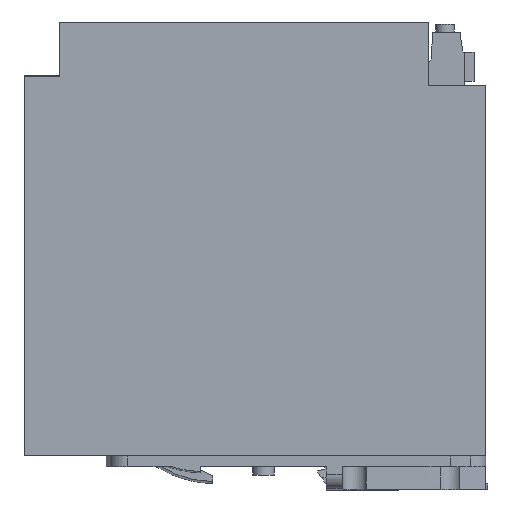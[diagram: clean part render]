
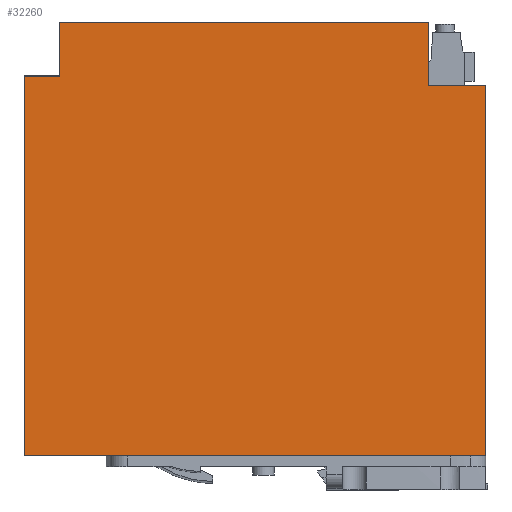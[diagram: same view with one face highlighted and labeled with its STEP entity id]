
A CAD part, left-side view. The second image highlights one B-rep face of the part: STEP entity #32260.
In plain terms, the highlighted face is planar.
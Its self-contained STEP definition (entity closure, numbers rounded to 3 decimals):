
#2130=CARTESIAN_POINT('',(-22.701,110.,32.901));
#2140=VERTEX_POINT('',#2130);
#2190=CARTESIAN_POINT('',(-22.701,0.,32.901));
#2200=DIRECTION('',(0.,-1.,0.));
#2210=VECTOR('',#2200,1.);
#2220=LINE('',#2190,#2210);
#2230=CARTESIAN_POINT('',(-22.701,3.1,
32.901));
#2240=VERTEX_POINT('',#2230);
#2250=EDGE_CURVE('',#2140,#2240,#2220,.T.);
#31300=CARTESIAN_POINT('',(91.299,107.4,
32.901));
#31310=VERTEX_POINT('',#31300);
#31340=CARTESIAN_POINT('',(91.299,0.,32.901));
#31350=DIRECTION('',(0.,1.,0.));
#31360=VECTOR('',#31350,1.);
#31370=LINE('',#31340,#31360);
#31380=CARTESIAN_POINT('',(91.299,125.3,
32.901));
#31390=VERTEX_POINT('',#31380);
#31400=EDGE_CURVE('',#31310,#31390,#31370,.T.);
#31730=CARTESIAN_POINT('',(-21.501,6.36,
32.901));
#31740=DIRECTION('',(0.,0.,-1.));
#31750=DIRECTION('',(0.,1.,0.));
#31760=AXIS2_PLACEMENT_3D('',#31730,#31740,#31750);
#31770=PLANE('',#31760);
#31780=ORIENTED_EDGE('',*,*,#31400,.T.);
#31790=CARTESIAN_POINT('',(0.,107.4,32.901));
#31800=DIRECTION('',(-1.,0.,0.));
#31810=VECTOR('',#31800,1.);
#31820=LINE('',#31790,#31810);
#31830=CARTESIAN_POINT('',(107.299,107.4,
32.901));
#31840=VERTEX_POINT('',#31830);
#31850=EDGE_CURVE('',#31840,#31310,#31820,.T.);
#31860=ORIENTED_EDGE('',*,*,#31850,.T.);
#31870=CARTESIAN_POINT('',(107.299,0.,32.901));
#31880=DIRECTION('',(0.,1.,0.));
#31890=VECTOR('',#31880,1.);
#31900=LINE('',#31870,#31890);
#31910=CARTESIAN_POINT('',(107.299,3.1,
32.901));
#31920=VERTEX_POINT('',#31910);
#31930=EDGE_CURVE('',#31920,#31840,#31900,.T.);
#31940=ORIENTED_EDGE('',*,*,#31930,.T.);
#31950=CARTESIAN_POINT('',(0.,3.1,32.901));
#31960=DIRECTION('',(1.,0.,0.));
#31970=VECTOR('',#31960,1.);
#31980=LINE('',#31950,#31970);
#31990=EDGE_CURVE('',#2240,#31920,#31980,.T.);
#32000=ORIENTED_EDGE('',*,*,#31990,.T.);
#32010=ORIENTED_EDGE('',*,*,#2250,.T.);
#32020=CARTESIAN_POINT('',(3.997,110.,32.901));
#32030=DIRECTION('',(-1.,0.,0.));
#32040=VECTOR('',#32030,1.);
#32050=LINE('',#32020,#32040);
#32060=CARTESIAN_POINT('',(-12.701,110.,32.901));
#32070=VERTEX_POINT('',#32060);
#32080=EDGE_CURVE('',#32070,#2140,#32050,.T.);
#32090=ORIENTED_EDGE('',*,*,#32080,.T.);
#32100=CARTESIAN_POINT('',(-12.701,73.413,
32.901));
#32110=DIRECTION('',(0.,-1.,0.));
#32120=VECTOR('',#32110,1.);
#32130=LINE('',#32100,#32120);
#32140=CARTESIAN_POINT('',(-12.701,125.3,
32.901));
#32150=VERTEX_POINT('',#32140);
#32160=EDGE_CURVE('',#32150,#32070,#32130,.T.);
#32170=ORIENTED_EDGE('',*,*,#32160,.T.);
#32180=CARTESIAN_POINT('',(3.997,125.3,
32.901));
#32190=DIRECTION('',(-1.,0.,0.));
#32200=VECTOR('',#32190,1.);
#32210=LINE('',#32180,#32200);
#32220=EDGE_CURVE('',#31390,#32150,#32210,.T.);
#32230=ORIENTED_EDGE('',*,*,#32220,.T.);
#32240=EDGE_LOOP('',(#32230,#32170,#32090,#32010,#32000,#31940,#31860,
#31780));
#32250=FACE_OUTER_BOUND('',#32240,.T.);
#32260=ADVANCED_FACE('',(#32250),#31770,.F.);
